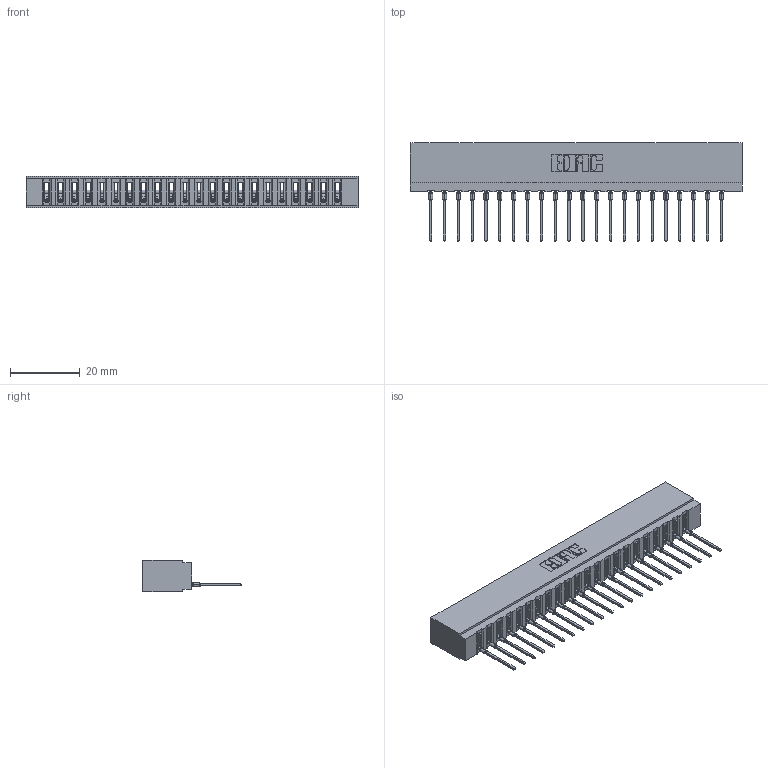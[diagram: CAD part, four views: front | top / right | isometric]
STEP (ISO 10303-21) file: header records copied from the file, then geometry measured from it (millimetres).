
FILE_DESCRIPTION (( 'STEP AP203' ), '1' );
FILE_NAME ('717-022-540-101.STEP', '2026-02-20T20:50:10', ( '' ), ( '' ), 'SwSTEP 2.0', 'SolidWorks 2023', '' );
FILE_SCHEMA (( 'CONFIG_CONTROL_DESIGN' ));
Length unit declared in the file: millimetre
Products named in the file (3): 717 Part_Insulator Option - 06; 717-022-540-101; 745-292-001_540
Assembly tree (23 placements, depth 2):
  717-022-540-101
    717 Part_Insulator Option - 06
    745-292-001_540  x22
Bounding box: 95.05 x 28.18 x 8.89 mm (x, y, z)
Volume: 8167.8 mm3; surface area: 11509.2 mm2
Topology: 23 solids, 23 shells, 2580 faces, 7093 edges, 4478 vertices
Faces by surface type: plane 1550, cylinder 458, bspline 440, torus 132
Entity records: 39721 total; most frequent: CARTESIAN_POINT 7503, ORIENTED_EDGE 6920, DIRECTION 6016, EDGE_CURVE 3460, LINE 3146, VECTOR 3146, VERTEX_POINT 2210, AXIS2_PLACEMENT_3D 1435
